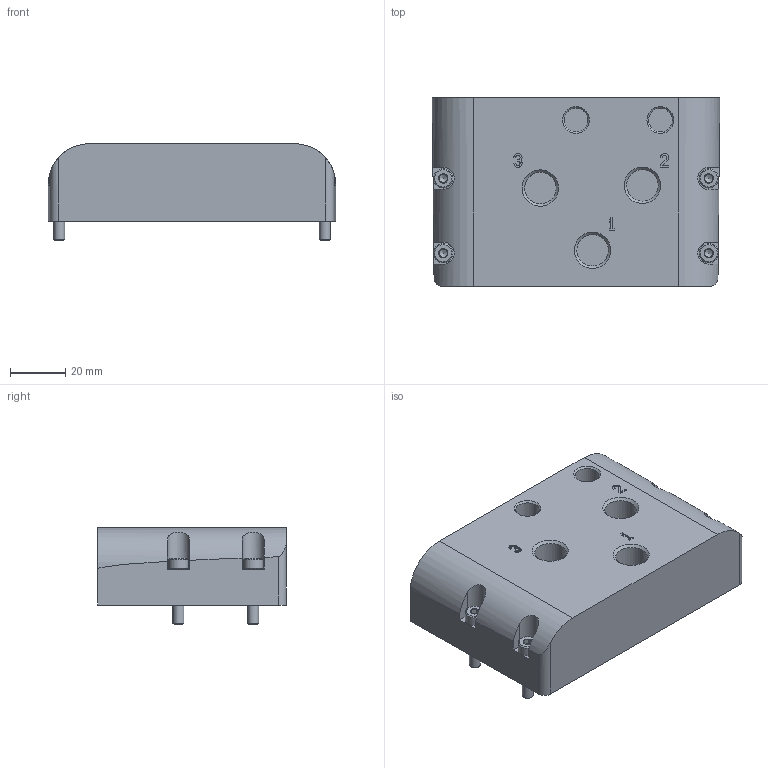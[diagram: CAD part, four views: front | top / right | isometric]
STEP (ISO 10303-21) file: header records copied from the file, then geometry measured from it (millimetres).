
FILE_DESCRIPTION(/* description */ ('STEP AP214'),/* implementation_level */ '2;1');
FILE_NAME(/* name */ '8154577_CAPS-M1-VDE1-S-A-AL-G14-V',/* time_stamp */ '2024-08-05T16:29:01+02:00',/* author */ ('License CC BY-ND 4.0'),/* organization */ ('CADENAS'),/* preprocessor_version */ 'ST-DEVELOPER v19.3',/* originating_system */ 'PARTsolutions',/* authorisation */ ' ');
FILE_SCHEMA (('AUTOMOTIVE_DESIGN {1 0 10303 214 3 1 1}'));
Length unit declared in the file: millimetre
Products named in the file (3): 8154577 CAPS-M1-VDE1-S-A-AL-G14-V---(high); 8108139 CAPS-M1-VDE1-S-A-AL-G14-V---(high_m); ISO-4762 M4x20
Assembly tree (5 placements, depth 2):
  8154577 CAPS-M1-VDE1-S-A-AL-G14-V---(high)
    8108139 CAPS-M1-VDE1-S-A-AL-G14-V---(high_m)
    ISO-4762 M4x20  x4
Bounding box: 104 x 68.2 x 35 mm (x, y, z)
Volume: 182961.1 mm3; surface area: 28457.5 mm2
Topology: 5 solids, 5 shells, 203 faces, 484 edges, 309 vertices
Faces by surface type: plane 115, cone 49, cylinder 39
Full cylindrical faces by diameter (mm): 3 x2, 4 x8, 4.3 x4, 7 x4, 8.566 x2, 11.445 x3
Entity records: 3476 total; most frequent: CARTESIAN_POINT 645, DIRECTION 589, ORIENTED_EDGE 512, EDGE_CURVE 256, AXIS2_PLACEMENT_3D 220, VERTEX_POINT 184, FACE_BOUND 170, EDGE_LOOP 169
